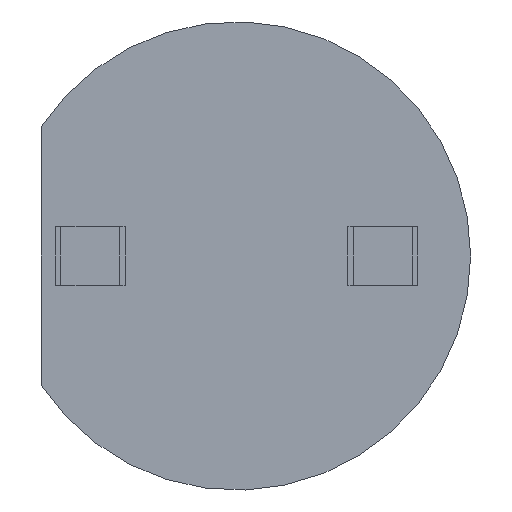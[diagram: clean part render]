
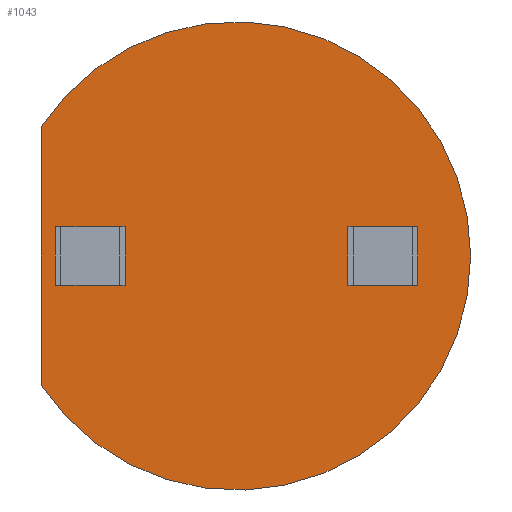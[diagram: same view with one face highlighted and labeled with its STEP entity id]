
A CAD part, front view. The second image highlights one B-rep face of the part: STEP entity #1043.
In plain terms, the highlighted planar face has unit normal (0, -1, 0).
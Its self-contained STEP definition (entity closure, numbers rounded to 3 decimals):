
#65=CIRCLE('',#1130,2.);
#107=FACE_OUTER_BOUND('',#163,.T.);
#163=EDGE_LOOP('',(#777,#778));
#244=LINE('',#1610,#359);
#359=VECTOR('',#1311,1000.);
#464=VERTEX_POINT('',#1604);
#465=VERTEX_POINT('',#1606);
#575=EDGE_CURVE('',#464,#465,#65,.T.);
#577=EDGE_CURVE('',#465,#464,#244,.T.);
#777=ORIENTED_EDGE('',*,*,#575,.F.);
#778=ORIENTED_EDGE('',*,*,#577,.F.);
#941=PLANE('',#1133);
#1043=ADVANCED_FACE('',(#107),#941,.F.);
#1130=AXIS2_PLACEMENT_3D('',#1607,#1306,#1307);
#1133=AXIS2_PLACEMENT_3D('',#1613,#1315,#1316);
#1306=DIRECTION('center_axis',(0.,1.,0.));
#1307=DIRECTION('ref_axis',(0.,0.,1.));
#1311=DIRECTION('',(0.,0.,1.));
#1315=DIRECTION('center_axis',(0.,1.,0.));
#1316=DIRECTION('ref_axis',(0.,0.,1.));
#1604=CARTESIAN_POINT('',(-1.667,0.,1.106));
#1606=CARTESIAN_POINT('',(-1.667,0.,-1.106));
#1607=CARTESIAN_POINT('Origin',(0.,0.,0.));
#1610=CARTESIAN_POINT('',(-1.667,0.,0.));
#1613=CARTESIAN_POINT('Origin',(0.,0.,0.));
